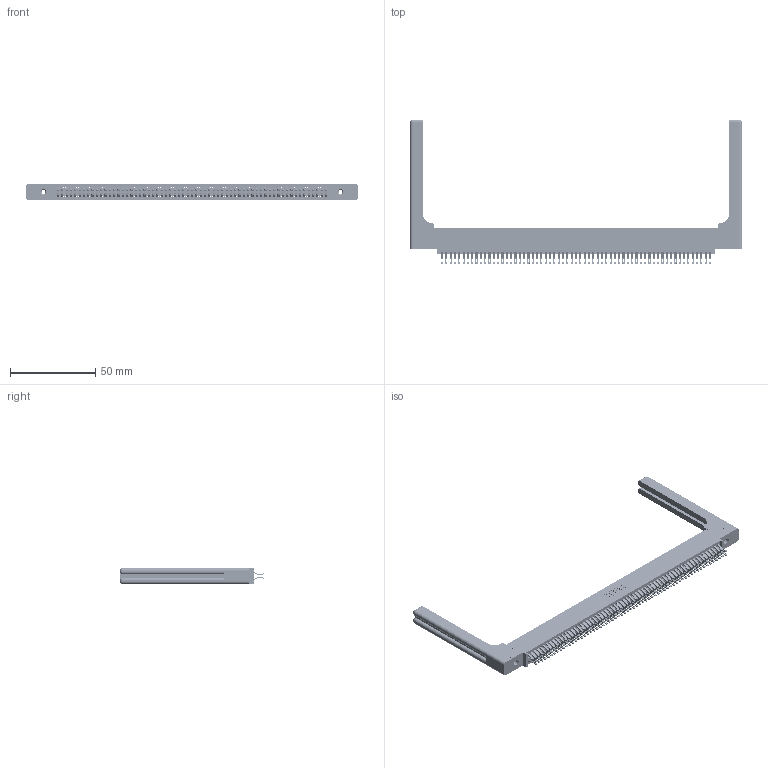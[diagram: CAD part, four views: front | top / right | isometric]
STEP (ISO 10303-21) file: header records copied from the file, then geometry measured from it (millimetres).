
FILE_DESCRIPTION (( 'STEP AP203' ), '1' );
FILE_NAME ('395-126-555-558.STEP', '2019-10-28T16:08:57', ( '' ), ( '' ), 'SwSTEP 2.0', 'SolidWorks 2016', '' );
FILE_SCHEMA (( 'CONFIG_CONTROL_DESIGN' ));
Length unit declared in the file: inch
Products named in the file (5): 345 Part_0.110 Offset - 0.156 Dia-TH; 345-292-001_555 Tail; 345-250-001_345-250-001-102; 345-220-058_345-220-058; 395-126-555-558
Assembly tree (131 placements, depth 2):
  395-126-555-558
    345 Part_0.110 Offset - 0.156 Dia-TH
    345-292-001_555 Tail  x126
    345-250-001_345-250-001-102  x2
    345-220-058_345-220-058  x2
Bounding box: 195.05 x 84.89 x 9.4 mm (x, y, z)
Volume: 27909.2 mm3; surface area: 35556.4 mm2
Topology: 131 solids, 131 shells, 7442 faces, 23321 edges, 15526 vertices
Faces by surface type: plane 4138, cylinder 3244, bspline 36, cone 12, sphere 8, torus 4
Entity records: 52244 total; most frequent: CARTESIAN_POINT 9767, ORIENTED_EDGE 8468, DIRECTION 7486, EDGE_CURVE 4234, LINE 3738, VECTOR 3738, VERTEX_POINT 2814, AXIS2_PLACEMENT_3D 1874
